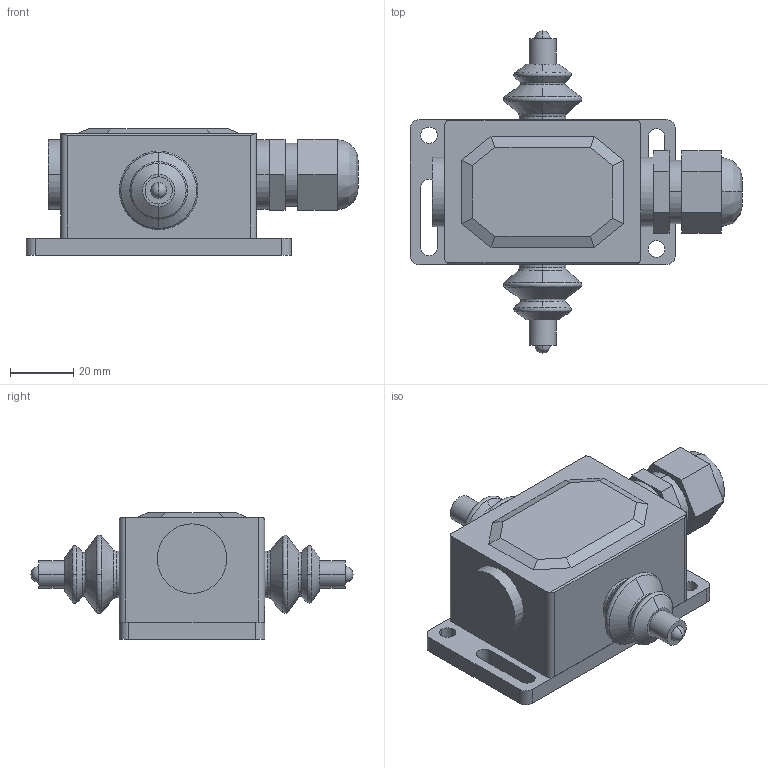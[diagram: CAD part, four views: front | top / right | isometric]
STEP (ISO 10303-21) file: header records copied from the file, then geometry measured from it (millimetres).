
FILE_DESCRIPTION((''),'2;1');
FILE_NAME('3d_PLN978.stp','2012-10-03T07:58:49',(''),(''),'Mechanical Desktop 2011','Mechanical Desktop 2011',', , ');
FILE_SCHEMA(('CONFIG_CONTROL_DESIGN'));
Length unit declared in the file: millimetre
Products named in the file (1): Product
Bounding box: 105.1 x 102 x 40 mm (x, y, z)
Volume: 140950.3 mm3; surface area: 36663.8 mm2
Topology: 13 solids, 13 shells, 137 faces, 340 edges, 224 vertices
Faces by surface type: plane 54, bspline 32, cylinder 27, cone 16, sphere 4, torus 4
Entity records: 5117 total; most frequent: CARTESIAN_POINT 1828, DIRECTION 680, ORIENTED_EDGE 652, EDGE_CURVE 326, AXIS2_PLACEMENT_3D 258, VERTEX_POINT 214, VECTOR 164, LINE 164
